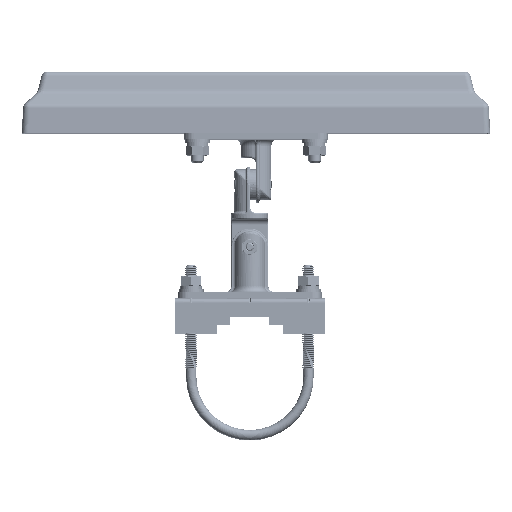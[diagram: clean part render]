
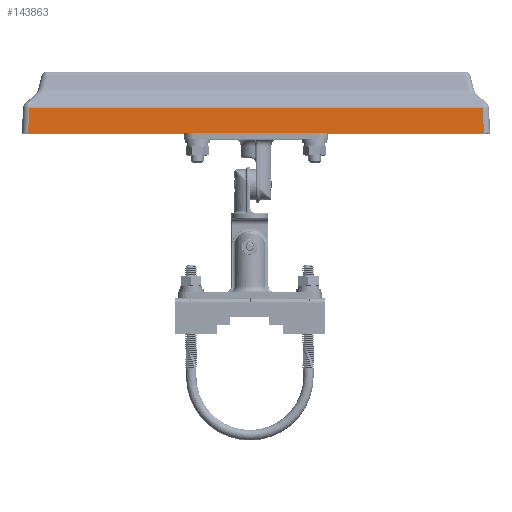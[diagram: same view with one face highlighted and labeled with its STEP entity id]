
A CAD part, top view. The second image highlights one B-rep face of the part: STEP entity #143863.
In plain terms, the highlighted planar face has unit normal (0, 0.035, 0.999).
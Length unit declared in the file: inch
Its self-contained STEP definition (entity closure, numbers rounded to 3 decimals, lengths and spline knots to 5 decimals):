
#1632 = LINE ( 'NONE', #86441, #10250 ) ;
#9196 = AXIS2_PLACEMENT_3D ( 'NONE', #104905, #91239, #147804 ) ;
#10250 = VECTOR ( 'NONE', #30811, 39.37008 ) ;
#21785 = EDGE_CURVE ( 'NONE', #179299, #55879, #28083, .T. ) ;
#26930 = EDGE_CURVE ( 'NONE', #167334, #29161, #175867, .T. ) ;
#27947 = CARTESIAN_POINT ( 'NONE',  ( -4.34354, 0.48019, 2.1978 ) ) ;
#28083 = LINE ( 'NONE', #70018, #156648 ) ;
#29161 = VERTEX_POINT ( 'NONE', #154091 ) ;
#30811 = DIRECTION ( 'NONE',  ( -1., 0., 0. ) ) ;
#31359 = ORIENTED_EDGE ( 'NONE', *, *, #44250, .T. ) ;
#44250 = EDGE_CURVE ( 'NONE', #29161, #55879, #56230, .T. ) ;
#55879 = VERTEX_POINT ( 'NONE', #71832 ) ;
#56230 = LINE ( 'NONE', #140124, #137928 ) ;
#70018 = CARTESIAN_POINT ( 'NONE',  ( 4.34354, 0.48019, 2.1978 ) ) ;
#70801 = DIRECTION ( 'NONE',  ( 1., 0., 0. ) ) ;
#71832 = CARTESIAN_POINT ( 'NONE',  ( 4.36031, 0., 2.21457 ) ) ;
#77528 = PLANE ( 'NONE',  #9196 ) ;
#78993 = ORIENTED_EDGE ( 'NONE', *, *, #21785, .F. ) ;
#86441 = CARTESIAN_POINT ( 'NONE',  ( 4.34354, 0.48019, 2.1978 ) ) ;
#89454 = FACE_OUTER_BOUND ( 'NONE', #153900, .T. ) ;
#91239 = DIRECTION ( 'NONE',  ( 0., 0.035, 0.999 ) ) ;
#95504 = DIRECTION ( 'NONE',  ( -0.035, -0.999, 0.035 ) ) ;
#98277 = VECTOR ( 'NONE', #95504, 39.37008 ) ;
#102177 = EDGE_CURVE ( 'NONE', #179299, #167334, #1632, .T. ) ;
#104905 = CARTESIAN_POINT ( 'NONE',  ( -4.64961, 0., 2.21457 ) ) ;
#129468 = CARTESIAN_POINT ( 'NONE',  ( 4.34354, 0.48019, 2.1978 ) ) ;
#135748 = DIRECTION ( 'NONE',  ( 0.035, -0.999, 0.035 ) ) ;
#137928 = VECTOR ( 'NONE', #70801, 39.37008 ) ;
#140124 = CARTESIAN_POINT ( 'NONE',  ( -4.36031, 0., 2.21457 ) ) ;
#143863 = ADVANCED_FACE ( 'NONE', ( #89454 ), #77528, .T. ) ;
#147804 = DIRECTION ( 'NONE',  ( 1., 0., 0. ) ) ;
#151052 = ORIENTED_EDGE ( 'NONE', *, *, #26930, .T. ) ;
#153900 = EDGE_LOOP ( 'NONE', ( #151052, #31359, #78993, #155170 ) ) ;
#154091 = CARTESIAN_POINT ( 'NONE',  ( -4.36031, 0., 2.21457 ) ) ;
#155170 = ORIENTED_EDGE ( 'NONE', *, *, #102177, .T. ) ;
#156648 = VECTOR ( 'NONE', #135748, 39.37008 ) ;
#163059 = CARTESIAN_POINT ( 'NONE',  ( -4.34354, 0.48019, 2.1978 ) ) ;
#167334 = VERTEX_POINT ( 'NONE', #27947 ) ;
#175867 = LINE ( 'NONE', #163059, #98277 ) ;
#179299 = VERTEX_POINT ( 'NONE', #129468 ) ;
